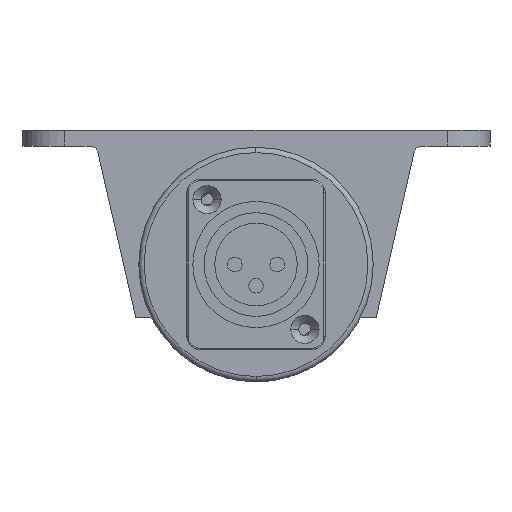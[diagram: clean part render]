
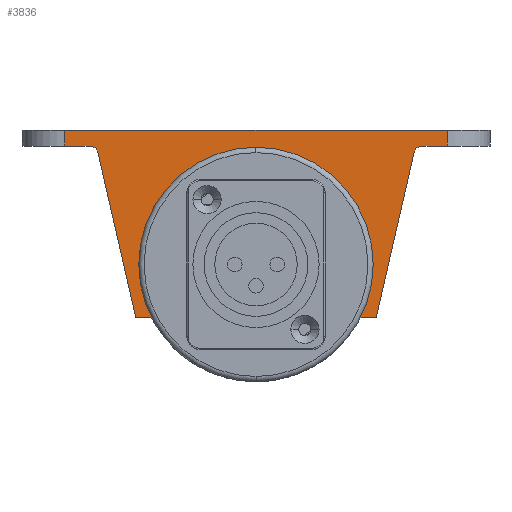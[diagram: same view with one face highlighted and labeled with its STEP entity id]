
A CAD part, front view. The second image highlights one B-rep face of the part: STEP entity #3836.
In plain terms, the highlighted face is planar.
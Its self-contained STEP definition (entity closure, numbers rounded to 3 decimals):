
#13 = VERTEX_POINT ( 'NONE', #10648 ) ;
#32 = VECTOR ( 'NONE', #5272, 1000. ) ;
#78 = EDGE_CURVE ( 'NONE', #1419, #12838, #4466, .T. ) ;
#260 = CARTESIAN_POINT ( 'NONE',  ( 0., 0., 16. ) ) ;
#281 = ORIENTED_EDGE ( 'NONE', *, *, #8053, .F. ) ;
#404 = VERTEX_POINT ( 'NONE', #8339 ) ;
#523 = VERTEX_POINT ( 'NONE', #4553 ) ;
#567 = ORIENTED_EDGE ( 'NONE', *, *, #6442, .T. ) ;
#590 = ORIENTED_EDGE ( 'NONE', *, *, #5228, .T. ) ;
#715 = DIRECTION ( 'NONE',  ( 0., -1., 0. ) ) ;
#745 = CARTESIAN_POINT ( 'NONE',  ( 22.603, -10., 16. ) ) ;
#788 = ORIENTED_EDGE ( 'NONE', *, *, #3299, .T. ) ;
#839 = EDGE_CURVE ( 'NONE', #5146, #523, #10678, .T. ) ;
#843 = CARTESIAN_POINT ( 'NONE',  ( -30., 22.25, 16. ) ) ;
#859 = VECTOR ( 'NONE', #7518, 1000. ) ;
#1005 = CIRCLE ( 'NONE', #2207, 20.25 ) ;
#1023 = DIRECTION ( 'NONE',  ( 1., 0., 0. ) ) ;
#1177 = LINE ( 'NONE', #6467, #6527 ) ;
#1276 = CARTESIAN_POINT ( 'NONE',  ( -30., 25.25, 16. ) ) ;
#1289 = DIRECTION ( 'NONE',  ( 1., 0., 0. ) ) ;
#1419 = VERTEX_POINT ( 'NONE', #12892 ) ;
#1633 = ORIENTED_EDGE ( 'NONE', *, *, #78, .T. ) ;
#1667 = CARTESIAN_POINT ( 'NONE',  ( -18.603, -8., 16. ) ) ;
#1976 = EDGE_CURVE ( 'NONE', #7438, #8762, #8424, .T. ) ;
#2042 = ORIENTED_EDGE ( 'NONE', *, *, #6599, .F. ) ;
#2110 = LINE ( 'NONE', #1276, #12514 ) ;
#2207 = AXIS2_PLACEMENT_3D ( 'NONE', #260, #7310, #1289 ) ;
#2419 = LINE ( 'NONE', #11328, #32 ) ;
#2480 = CARTESIAN_POINT ( 'NONE',  ( 18.603, -8., 16. ) ) ;
#2880 = CARTESIAN_POINT ( 'NONE',  ( -31.195, 20.75, 16. ) ) ;
#2940 = ORIENTED_EDGE ( 'NONE', *, *, #7423, .T. ) ;
#3299 = EDGE_CURVE ( 'NONE', #7945, #10399, #10146, .T. ) ;
#3468 = CARTESIAN_POINT ( 'NONE',  ( -29.733, 21.085, 16. ) ) ;
#3500 = AXIS2_PLACEMENT_3D ( 'NONE', #2880, #9935, #3889 ) ;
#3735 = EDGE_CURVE ( 'NONE', #8762, #9012, #8371, .T. ) ;
#3737 = DIRECTION ( 'NONE',  ( 0., 0., -1. ) ) ;
#3836 = ADVANCED_FACE ( 'NONE', ( #12627 ), #9870, .T. ) ;
#3889 = DIRECTION ( 'NONE',  ( 1., 0., 0. ) ) ;
#3925 = LINE ( 'NONE', #11682, #6244 ) ;
#4090 = EDGE_CURVE ( 'NONE', #404, #9236, #6762, .T. ) ;
#4096 = EDGE_LOOP ( 'NONE', ( #10932, #1633, #2940, #12567, #6161, #567, #4181, #6446, #2042, #281, #9796, #590, #12748, #8133, #6718, #788 ) ) ;
#4161 = CARTESIAN_POINT ( 'NONE',  ( 20.25, 0., 16. ) ) ;
#4181 = ORIENTED_EDGE ( 'NONE', *, *, #12281, .T. ) ;
#4449 = AXIS2_PLACEMENT_3D ( 'NONE', #9780, #3737, #10784 ) ;
#4466 = CIRCLE ( 'NONE', #4449, 20.25 ) ;
#4499 = VERTEX_POINT ( 'NONE', #10283 ) ;
#4553 = CARTESIAN_POINT ( 'NONE',  ( 18.603, -10., 16. ) ) ;
#4739 = CARTESIAN_POINT ( 'NONE',  ( -18.603, -10., 16. ) ) ;
#5048 = DIRECTION ( 'NONE',  ( 0., 0., -1. ) ) ;
#5146 = VERTEX_POINT ( 'NONE', #2480 ) ;
#5153 = CIRCLE ( 'NONE', #9289, 1.5 ) ;
#5228 = EDGE_CURVE ( 'NONE', #9236, #7438, #3925, .T. ) ;
#5272 = DIRECTION ( 'NONE',  ( 1., 0., 0. ) ) ;
#5370 = VECTOR ( 'NONE', #5855, 1000. ) ;
#5395 = LINE ( 'NONE', #9261, #10472 ) ;
#5592 = CIRCLE ( 'NONE', #10474, 20.25 ) ;
#5653 = DIRECTION ( 'NONE',  ( 0., 1., 0. ) ) ;
#5855 = DIRECTION ( 'NONE',  ( 0.224, -0.975, 0. ) ) ;
#5984 = CARTESIAN_POINT ( 'NONE',  ( 0., 0., 16. ) ) ;
#6159 = EDGE_CURVE ( 'NONE', #10399, #1419, #5592, .T. ) ;
#6161 = ORIENTED_EDGE ( 'NONE', *, *, #8033, .T. ) ;
#6244 = VECTOR ( 'NONE', #6633, 1000. ) ;
#6288 = CARTESIAN_POINT ( 'NONE',  ( -31.195, 22.25, 16. ) ) ;
#6425 = DIRECTION ( 'NONE',  ( 0., -1., 0. ) ) ;
#6442 = EDGE_CURVE ( 'NONE', #6664, #10951, #1177, .T. ) ;
#6446 = ORIENTED_EDGE ( 'NONE', *, *, #8028, .T. ) ;
#6467 = CARTESIAN_POINT ( 'NONE',  ( 22.603, -10., 16. ) ) ;
#6483 = EDGE_CURVE ( 'NONE', #9012, #7945, #11589, .T. ) ;
#6527 = VECTOR ( 'NONE', #12529, 1000. ) ;
#6599 = EDGE_CURVE ( 'NONE', #13, #12383, #10028, .T. ) ;
#6633 = DIRECTION ( 'NONE',  ( 1., 0., 0. ) ) ;
#6664 = VERTEX_POINT ( 'NONE', #745 ) ;
#6689 = CARTESIAN_POINT ( 'NONE',  ( 36., 25.25, 16. ) ) ;
#6718 = ORIENTED_EDGE ( 'NONE', *, *, #6483, .T. ) ;
#6762 = LINE ( 'NONE', #7432, #11504 ) ;
#7020 = DIRECTION ( 'NONE',  ( 1., 0., 0. ) ) ;
#7070 = DIRECTION ( 'NONE',  ( 0., 0., 1. ) ) ;
#7262 = DIRECTION ( 'NONE',  ( 1., 0., 0. ) ) ;
#7310 = DIRECTION ( 'NONE',  ( 0., 0., -1. ) ) ;
#7311 = VECTOR ( 'NONE', #9760, 1000. ) ;
#7423 = EDGE_CURVE ( 'NONE', #12838, #5146, #1005, .T. ) ;
#7428 = VECTOR ( 'NONE', #5653, 1000. ) ;
#7432 = CARTESIAN_POINT ( 'NONE',  ( -36., 25.25, 16. ) ) ;
#7438 = VERTEX_POINT ( 'NONE', #6288 ) ;
#7518 = DIRECTION ( 'NONE',  ( 1., 0., 0. ) ) ;
#7945 = VERTEX_POINT ( 'NONE', #11154 ) ;
#7979 = VECTOR ( 'NONE', #715, 1000. ) ;
#8028 = EDGE_CURVE ( 'NONE', #4499, #12383, #5395, .T. ) ;
#8033 = EDGE_CURVE ( 'NONE', #523, #6664, #2419, .T. ) ;
#8053 = EDGE_CURVE ( 'NONE', #404, #13, #2110, .T. ) ;
#8133 = ORIENTED_EDGE ( 'NONE', *, *, #3735, .T. ) ;
#8339 = CARTESIAN_POINT ( 'NONE',  ( -36., 25.25, 16. ) ) ;
#8371 = LINE ( 'NONE', #843, #5370 ) ;
#8424 = CIRCLE ( 'NONE', #3500, 1.5 ) ;
#8762 = VERTEX_POINT ( 'NONE', #3468 ) ;
#9012 = VERTEX_POINT ( 'NONE', #12940 ) ;
#9052 = CARTESIAN_POINT ( 'NONE',  ( 0., 0., 16. ) ) ;
#9236 = VERTEX_POINT ( 'NONE', #12396 ) ;
#9261 = CARTESIAN_POINT ( 'NONE',  ( 30., 22.25, 16. ) ) ;
#9289 = AXIS2_PLACEMENT_3D ( 'NONE', #11088, #5048, #12120 ) ;
#9760 = DIRECTION ( 'NONE',  ( 0., -1., 0. ) ) ;
#9780 = CARTESIAN_POINT ( 'NONE',  ( 0., 0., 16. ) ) ;
#9796 = ORIENTED_EDGE ( 'NONE', *, *, #4090, .T. ) ;
#9870 = PLANE ( 'NONE',  #10291 ) ;
#9935 = DIRECTION ( 'NONE',  ( 0., 0., -1. ) ) ;
#10028 = LINE ( 'NONE', #6689, #7311 ) ;
#10146 = LINE ( 'NONE', #4739, #7428 ) ;
#10269 = CARTESIAN_POINT ( 'NONE',  ( 36., 22.25, 16. ) ) ;
#10283 = CARTESIAN_POINT ( 'NONE',  ( 31.195, 22.25, 16. ) ) ;
#10291 = AXIS2_PLACEMENT_3D ( 'NONE', #9052, #7070, #1023 ) ;
#10399 = VERTEX_POINT ( 'NONE', #1667 ) ;
#10472 = VECTOR ( 'NONE', #7262, 1000. ) ;
#10474 = AXIS2_PLACEMENT_3D ( 'NONE', #5984, #13071, #7020 ) ;
#10556 = CARTESIAN_POINT ( 'NONE',  ( -22.603, -10., 16. ) ) ;
#10648 = CARTESIAN_POINT ( 'NONE',  ( 36., 25.25, 16. ) ) ;
#10678 = LINE ( 'NONE', #12811, #7979 ) ;
#10784 = DIRECTION ( 'NONE',  ( 1., 0., 0. ) ) ;
#10932 = ORIENTED_EDGE ( 'NONE', *, *, #6159, .T. ) ;
#10951 = VERTEX_POINT ( 'NONE', #12587 ) ;
#11088 = CARTESIAN_POINT ( 'NONE',  ( 31.195, 20.75, 16. ) ) ;
#11154 = CARTESIAN_POINT ( 'NONE',  ( -18.603, -10., 16. ) ) ;
#11328 = CARTESIAN_POINT ( 'NONE',  ( 18.603, -10., 16. ) ) ;
#11369 = DIRECTION ( 'NONE',  ( 1., 0., 0. ) ) ;
#11504 = VECTOR ( 'NONE', #6425, 1000. ) ;
#11589 = LINE ( 'NONE', #10556, #859 ) ;
#11682 = CARTESIAN_POINT ( 'NONE',  ( 30., 22.25, 16. ) ) ;
#12120 = DIRECTION ( 'NONE',  ( 1., 0., 0. ) ) ;
#12281 = EDGE_CURVE ( 'NONE', #10951, #4499, #5153, .T. ) ;
#12383 = VERTEX_POINT ( 'NONE', #10269 ) ;
#12396 = CARTESIAN_POINT ( 'NONE',  ( -36., 22.25, 16. ) ) ;
#12514 = VECTOR ( 'NONE', #11369, 1000. ) ;
#12529 = DIRECTION ( 'NONE',  ( 0.224, 0.975, 0. ) ) ;
#12567 = ORIENTED_EDGE ( 'NONE', *, *, #839, .T. ) ;
#12587 = CARTESIAN_POINT ( 'NONE',  ( 29.733, 21.085, 16. ) ) ;
#12627 = FACE_OUTER_BOUND ( 'NONE', #4096, .T. ) ;
#12748 = ORIENTED_EDGE ( 'NONE', *, *, #1976, .T. ) ;
#12811 = CARTESIAN_POINT ( 'NONE',  ( 18.603, -8., 16. ) ) ;
#12838 = VERTEX_POINT ( 'NONE', #4161 ) ;
#12892 = CARTESIAN_POINT ( 'NONE',  ( -20.25, 0., 16. ) ) ;
#12940 = CARTESIAN_POINT ( 'NONE',  ( -22.603, -10., 16. ) ) ;
#13071 = DIRECTION ( 'NONE',  ( 0., 0., -1. ) ) ;
